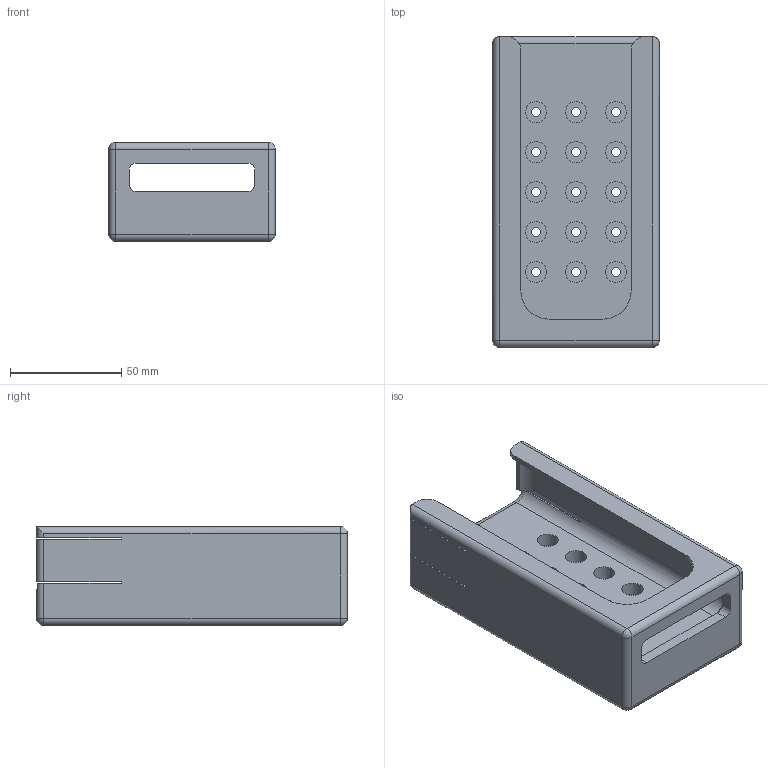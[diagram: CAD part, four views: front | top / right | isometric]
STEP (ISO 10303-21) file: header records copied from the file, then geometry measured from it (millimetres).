
FILE_DESCRIPTION(/* description */ (''),/* implementation_level */ '2;1');
FILE_NAME(/* name */ 'iniu_battery_mount-003.stp',/* time_stamp */ '2024-02-27T07:41:10-05:00',/* author */ ('Paul'),/* organization */ (''),/* preprocessor_version */ 'ST-DEVELOPER v19',/* originating_system */ 'Autodesk Inventor 2023',/* authorisation */ '');
FILE_SCHEMA (('AUTOMOTIVE_DESIGN { 1 0 10303 214 3 1 1 }'));
Length unit declared in the file: inch
Products named in the file (1): iniu_battery_mount-003
Bounding box: 74.93 x 139.7 x 44.45 mm (x, y, z)
Volume: 190512.4 mm3; surface area: 55128.8 mm2
Topology: 1 solids, 1 shells, 127 faces, 296 edges, 186 vertices
Faces by surface type: cylinder 64, plane 51, sphere 10, torus 2
Full cylindrical faces by diameter (mm): 3.962 x15, 9.525 x15
Entity records: 3805 total; most frequent: CARTESIAN_POINT 696, DIRECTION 674, ORIENTED_EDGE 592, EDGE_CURVE 296, AXIS2_PLACEMENT_3D 260, VERTEX_POINT 186, EDGE_LOOP 174, LINE 154
